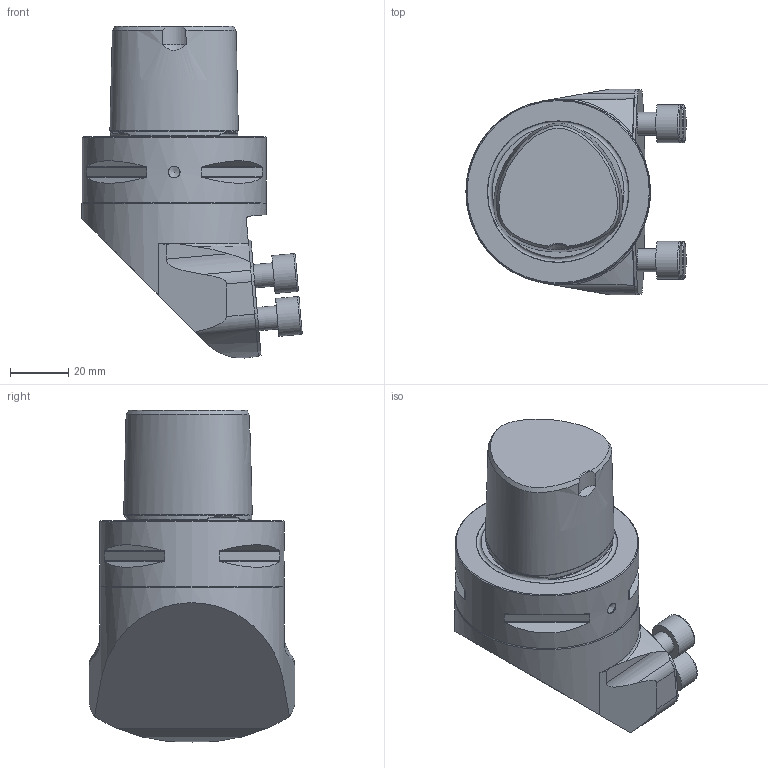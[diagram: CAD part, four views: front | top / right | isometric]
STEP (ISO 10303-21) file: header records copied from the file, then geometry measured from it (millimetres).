
FILE_DESCRIPTION(/* description */ (''),/* implementation_level */ '2;1');
FILE_NAME(/* name */ '1493213744342.stp',/* time_stamp */ '2017-04-26T15:35:49+02:00',/* author */ (''),/* organization */ ('SMS'),/* preprocessor_version */ 'ST-DEVELOPER v15',/* originating_system */ 'SIEMENS PLM Software NX 8.5',/* authorisation */ '');
FILE_SCHEMA (('AUTOMOTIVE_DESIGN { 1 0 10303 214 3 1 1 1 }'));
Length unit declared in the file: millimetre
Products named in the file (1): 201051363MOD000_00
Bounding box: 75.39 x 70.5 x 113.66 mm (x, y, z)
Volume: 247149.3 mm3; surface area: 27464.6 mm2
Topology: 1 solids, 1 shells, 99 faces, 243 edges, 161 vertices
Faces by surface type: plane 37, cylinder 35, torus 10, cone 10, bspline 7
Full cylindrical faces by diameter (mm): 4 x1, 8 x4, 13 x4, 63 x1, 63.2 x1
Entity records: 22681 total; most frequent: CARTESIAN_POINT 20519, ORIENTED_EDGE 418, DIRECTION 417, EDGE_CURVE 209, AXIS2_PLACEMENT_3D 179, VERTEX_POINT 150, EDGE_LOOP 136, ADVANCED_FACE 99
